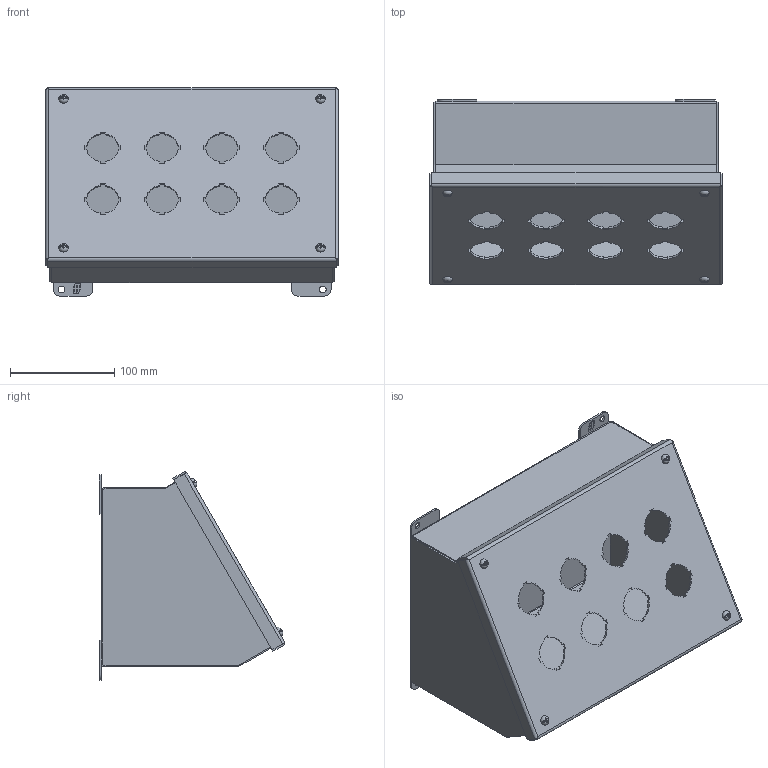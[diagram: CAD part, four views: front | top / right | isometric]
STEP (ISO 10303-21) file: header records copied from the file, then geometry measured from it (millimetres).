
FILE_DESCRIPTION (( 'STEP AP203' ), '1' );
FILE_NAME ('1490G8_Default.step', '2019-11-12T20:29:55', ( '' ), ( '' ), 'SwSTEP 2.0', 'SolidWorks 2019', '' );
FILE_SCHEMA (( 'CONFIG_CONTROL_DESIGN' ));
Length unit declared in the file: inch
Products named in the file (1): 1490G8_Default
Bounding box: 280.97 x 178.01 x 199.86 mm (x, y, z)
Volume: 502261.5 mm3; surface area: 519159.2 mm2
Topology: 28 solids, 28 shells, 837 faces, 2192 edges, 1439 vertices
Faces by surface type: plane 601, cylinder 196, cone 24, bspline 8, torus 8
Entity records: 26135 total; most frequent: CARTESIAN_POINT 5195, ORIENTED_EDGE 4380, DIRECTION 4224, EDGE_CURVE 2190, VECTOR 1624, LINE 1624, VERTEX_POINT 1439, AXIS2_PLACEMENT_3D 1300
